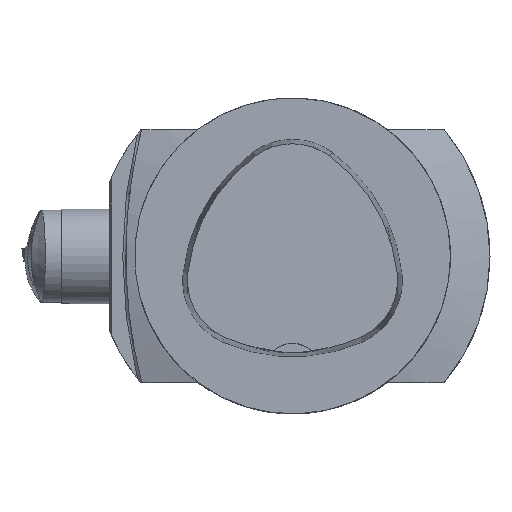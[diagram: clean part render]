
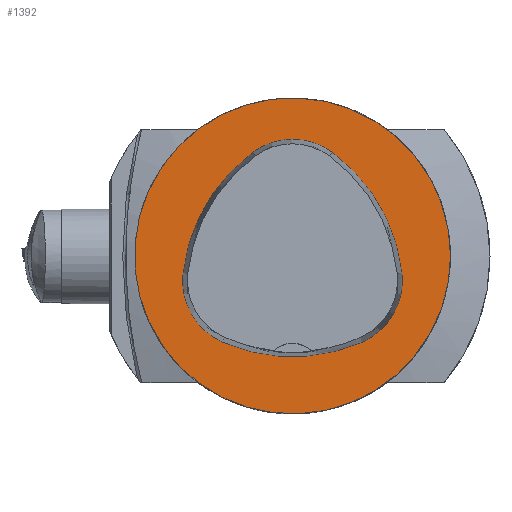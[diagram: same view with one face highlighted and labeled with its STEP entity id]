
A CAD part, top view. The second image highlights one B-rep face of the part: STEP entity #1392.
In plain terms, the highlighted planar face has unit normal (0, 0, 1).
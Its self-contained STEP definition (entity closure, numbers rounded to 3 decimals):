
#954=PLANE('',#7627);
#1392=ADVANCED_FACE('',(#1544,#1545),#954,.T.);
#1544=FACE_BOUND('',#1920,.T.);
#1545=FACE_BOUND('',#1921,.T.);
#1920=EDGE_LOOP('',(#3877,#3878,#3879,#3880,#3881,#3882));
#1921=EDGE_LOOP('',(#3883));
#1982=CIRCLE('',#7173,40.);
#2104=CIRCLE('',#7615,44.);
#2105=CIRCLE('',#7617,17.);
#2106=CIRCLE('',#7619,44.);
#2107=CIRCLE('',#7621,17.);
#2108=CIRCLE('',#7623,44.);
#2109=CIRCLE('',#7625,17.);
#3877=ORIENTED_EDGE('',*,*,#5635,.T.);
#3878=ORIENTED_EDGE('',*,*,#5633,.T.);
#3879=ORIENTED_EDGE('',*,*,#5631,.T.);
#3880=ORIENTED_EDGE('',*,*,#5629,.T.);
#3881=ORIENTED_EDGE('',*,*,#5627,.T.);
#3882=ORIENTED_EDGE('',*,*,#5625,.T.);
#3883=ORIENTED_EDGE('',*,*,#4797,.F.);
#4135=VERTEX_POINT('',#9568);
#4692=VERTEX_POINT('',#11588);
#4693=VERTEX_POINT('',#11590);
#4694=VERTEX_POINT('',#11594);
#4695=VERTEX_POINT('',#11598);
#4696=VERTEX_POINT('',#11602);
#4697=VERTEX_POINT('',#11606);
#4797=EDGE_CURVE('',#4135,#4135,#1982,.T.);
#5625=EDGE_CURVE('',#4693,#4692,#2104,.T.);
#5627=EDGE_CURVE('',#4694,#4693,#2105,.T.);
#5629=EDGE_CURVE('',#4695,#4694,#2106,.T.);
#5631=EDGE_CURVE('',#4696,#4695,#2107,.T.);
#5633=EDGE_CURVE('',#4697,#4696,#2108,.T.);
#5635=EDGE_CURVE('',#4692,#4697,#2109,.T.);
#7173=AXIS2_PLACEMENT_3D('',#9567,#7748,#7749);
#7615=AXIS2_PLACEMENT_3D('',#11589,#9250,#9251);
#7617=AXIS2_PLACEMENT_3D('',#11593,#9255,#9256);
#7619=AXIS2_PLACEMENT_3D('',#11597,#9260,#9261);
#7621=AXIS2_PLACEMENT_3D('',#11601,#9265,#9266);
#7623=AXIS2_PLACEMENT_3D('',#11605,#9270,#9271);
#7625=AXIS2_PLACEMENT_3D('',#11609,#9275,#9276);
#7627=AXIS2_PLACEMENT_3D('',#11611,#9279,#9280);
#7748=DIRECTION('',(0.,0.,-1.));
#7749=DIRECTION('',(1.,0.,0.));
#9250=DIRECTION('',(0.,0.,-1.));
#9251=DIRECTION('',(-1.,0.,0.));
#9255=DIRECTION('',(0.,0.,-1.));
#9256=DIRECTION('',(-1.,0.,0.));
#9260=DIRECTION('',(0.,0.,-1.));
#9261=DIRECTION('',(-1.,0.,0.));
#9265=DIRECTION('',(0.,0.,-1.));
#9266=DIRECTION('',(-1.,0.,0.));
#9270=DIRECTION('',(0.,0.,-1.));
#9271=DIRECTION('',(-1.,0.,0.));
#9275=DIRECTION('',(0.,0.,-1.));
#9276=DIRECTION('',(-1.,0.,0.));
#9279=DIRECTION('',(0.,0.,1.));
#9280=DIRECTION('',(1.,0.,0.));
#9567=CARTESIAN_POINT('',(0.,0.,0.));
#9568=CARTESIAN_POINT('',(40.,0.,0.));
#11588=CARTESIAN_POINT('',(-17.652,-21.819,0.));
#11589=CARTESIAN_POINT('',(0.017,18.477,0.));
#11590=CARTESIAN_POINT('',(17.611,-21.852,0.));
#11593=CARTESIAN_POINT('',(10.814,-6.27,0.));
#11594=CARTESIAN_POINT('',(27.71,-4.394,0.));
#11597=CARTESIAN_POINT('',(-16.021,-9.25,0.));
#11598=CARTESIAN_POINT('',(10.049,26.194,0.));
#11601=CARTESIAN_POINT('',(-0.023,12.5,0.));
#11602=CARTESIAN_POINT('',(-10.119,26.178,0.));
#11605=CARTESIAN_POINT('',(16.01,-9.224,0.));
#11606=CARTESIAN_POINT('',(-27.722,-4.378,0.));
#11609=CARTESIAN_POINT('',(-10.825,-6.25,0.));
#11611=CARTESIAN_POINT('',(0.,0.,0.));
